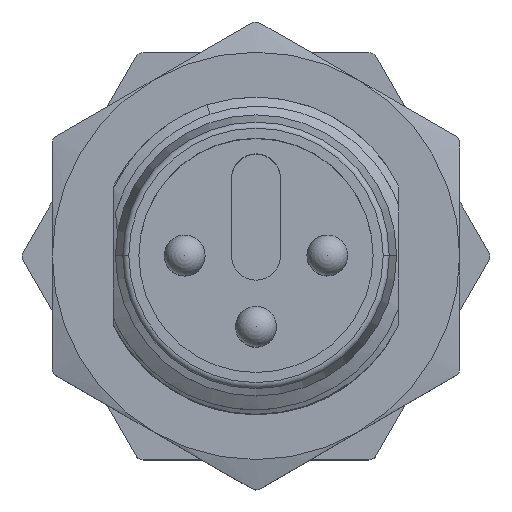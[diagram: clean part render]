
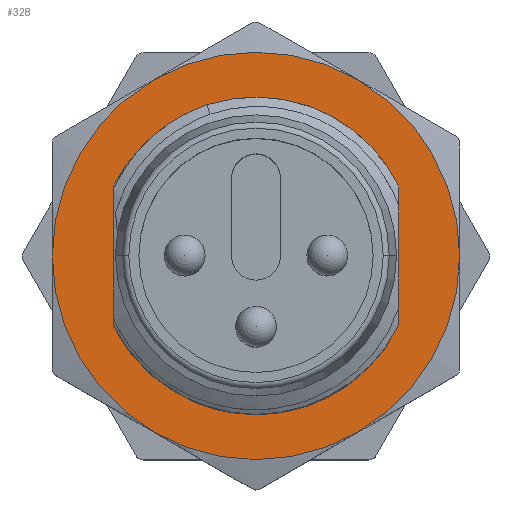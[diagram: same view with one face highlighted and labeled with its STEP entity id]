
A CAD part, top view. The second image highlights one B-rep face of the part: STEP entity #328.
In plain terms, the highlighted planar face has unit normal (0, 0, 1).
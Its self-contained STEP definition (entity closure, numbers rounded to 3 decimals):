
#72=PLANE('',#2279);
#117=FACE_BOUND('',#646,.T.);
#118=FACE_BOUND('',#647,.T.);
#163=ELLIPSE('',#2271,3.895,3.895);
#171=B_SPLINE_CURVE_WITH_KNOTS('',3,(#3072,#3073,#3074,#3075,#3076,#3077,
#3078,#3079,#3080,#3081),.UNSPECIFIED.,.F.,.F.,(4,3,3,4),(0.,0.371,
0.721,1.),.UNSPECIFIED.);
#172=B_SPLINE_CURVE_WITH_KNOTS('',3,(#3085,#3086,#3087,#3088,#3089,#3090,
#3091,#3092,#3093,#3094),.UNSPECIFIED.,.F.,.F.,(4,3,3,4),(0.,0.377,
0.771,1.),.UNSPECIFIED.);
#173=B_SPLINE_CURVE_WITH_KNOTS('',3,(#3098,#3099,#3100,#3101,#3102,#3103,
#3104,#3105,#3106,#3107),.UNSPECIFIED.,.F.,.F.,(4,3,3,4),(0.,0.083,
0.606,1.),.UNSPECIFIED.);
#174=B_SPLINE_CURVE_WITH_KNOTS('',3,(#3109,#3110,#3111,#3112),
 .UNSPECIFIED.,.F.,.F.,(4,4),(0.,1.),.UNSPECIFIED.);
#175=B_SPLINE_CURVE_WITH_KNOTS('',3,(#3116,#3117,#3118,#3119),
 .UNSPECIFIED.,.F.,.F.,(4,4),(0.,1.),.UNSPECIFIED.);
#176=B_SPLINE_CURVE_WITH_KNOTS('',3,(#3121,#3122,#3123,#3124,#3125,#3126,
#3127),.UNSPECIFIED.,.F.,.F.,(4,3,4),(0.,0.502,1.),
 .UNSPECIFIED.);
#328=ADVANCED_FACE('',(#117,#118),#72,.F.);
#646=EDGE_LOOP('',(#909,#910,#911,#912,#913,#914,#915,#916,#917,#918));
#647=EDGE_LOOP('',(#919,#920,#921,#922,#923,#924));
#814=CIRCLE('',#2272,3.35);
#815=CIRCLE('',#2273,5.);
#816=CIRCLE('',#2274,5.);
#817=CIRCLE('',#2275,5.);
#818=CIRCLE('',#2276,5.);
#819=CIRCLE('',#2277,5.);
#820=CIRCLE('',#2278,5.);
#909=ORIENTED_EDGE('',*,*,#1783,.F.);
#910=ORIENTED_EDGE('',*,*,#1784,.F.);
#911=ORIENTED_EDGE('',*,*,#1785,.T.);
#912=ORIENTED_EDGE('',*,*,#1786,.T.);
#913=ORIENTED_EDGE('',*,*,#1787,.F.);
#914=ORIENTED_EDGE('',*,*,#1788,.T.);
#915=ORIENTED_EDGE('',*,*,#1789,.T.);
#916=ORIENTED_EDGE('',*,*,#1790,.T.);
#917=ORIENTED_EDGE('',*,*,#1791,.F.);
#918=ORIENTED_EDGE('',*,*,#1792,.F.);
#919=ORIENTED_EDGE('',*,*,#1793,.F.);
#920=ORIENTED_EDGE('',*,*,#1794,.F.);
#921=ORIENTED_EDGE('',*,*,#1795,.F.);
#922=ORIENTED_EDGE('',*,*,#1796,.F.);
#923=ORIENTED_EDGE('',*,*,#1797,.F.);
#924=ORIENTED_EDGE('',*,*,#1798,.F.);
#1564=VERTEX_POINT('',#3070);
#1565=VERTEX_POINT('',#3071);
#1566=VERTEX_POINT('',#3082);
#1567=VERTEX_POINT('',#3084);
#1568=VERTEX_POINT('',#3095);
#1569=VERTEX_POINT('',#3097);
#1570=VERTEX_POINT('',#3108);
#1571=VERTEX_POINT('',#3113);
#1572=VERTEX_POINT('',#3115);
#1573=VERTEX_POINT('',#3120);
#1574=VERTEX_POINT('',#3129);
#1575=VERTEX_POINT('',#3130);
#1576=VERTEX_POINT('',#3132);
#1577=VERTEX_POINT('',#3134);
#1578=VERTEX_POINT('',#3136);
#1579=VERTEX_POINT('',#3138);
#1783=EDGE_CURVE('',#1564,#1565,#2092,.T.);
#1784=EDGE_CURVE('',#1566,#1564,#171,.T.);
#1785=EDGE_CURVE('',#1566,#1567,#163,.T.);
#1786=EDGE_CURVE('',#1567,#1568,#172,.T.);
#1787=EDGE_CURVE('',#1569,#1568,#2093,.T.);
#1788=EDGE_CURVE('',#1569,#1570,#173,.T.);
#1789=EDGE_CURVE('',#1570,#1571,#174,.T.);
#1790=EDGE_CURVE('',#1571,#1572,#814,.T.);
#1791=EDGE_CURVE('',#1573,#1572,#175,.T.);
#1792=EDGE_CURVE('',#1565,#1573,#176,.T.);
#1793=EDGE_CURVE('',#1574,#1575,#815,.T.);
#1794=EDGE_CURVE('',#1576,#1574,#816,.T.);
#1795=EDGE_CURVE('',#1577,#1576,#817,.T.);
#1796=EDGE_CURVE('',#1578,#1577,#818,.T.);
#1797=EDGE_CURVE('',#1579,#1578,#819,.T.);
#1798=EDGE_CURVE('',#1575,#1579,#820,.T.);
#2092=LINE('',#3069,#2176);
#2093=LINE('',#3096,#2177);
#2176=VECTOR('',#2504,1.);
#2177=VECTOR('',#2507,1.);
#2271=AXIS2_PLACEMENT_3D('',#3083,#2505,#2506);
#2272=AXIS2_PLACEMENT_3D('',#3114,#2508,#2509);
#2273=AXIS2_PLACEMENT_3D('',#3128,#2510,#2511);
#2274=AXIS2_PLACEMENT_3D('',#3131,#2512,#2513);
#2275=AXIS2_PLACEMENT_3D('',#3133,#2514,#2515);
#2276=AXIS2_PLACEMENT_3D('',#3135,#2516,#2517);
#2277=AXIS2_PLACEMENT_3D('',#3137,#2518,#2519);
#2278=AXIS2_PLACEMENT_3D('',#3139,#2520,#2521);
#2279=AXIS2_PLACEMENT_3D('',#3140,#2522,#2523);
#2504=DIRECTION('',(0.,1.,0.));
#2505=DIRECTION('',(0.,0.,-1.));
#2506=DIRECTION('',(0.242,-0.97,0.));
#2507=DIRECTION('',(0.,-1.,0.));
#2508=DIRECTION('',(0.,0.,-1.));
#2509=DIRECTION('',(-1.,0.,0.));
#2510=DIRECTION('',(0.,0.,-1.));
#2511=DIRECTION('',(-0.5,-0.866,0.));
#2512=DIRECTION('',(0.,0.,-1.));
#2513=DIRECTION('',(0.5,-0.866,0.));
#2514=DIRECTION('',(0.,0.,-1.));
#2515=DIRECTION('',(1.,0.,0.));
#2516=DIRECTION('',(0.,0.,-1.));
#2517=DIRECTION('',(0.5,0.866,0.));
#2518=DIRECTION('',(0.,0.,-1.));
#2519=DIRECTION('',(-0.5,0.866,0.));
#2520=DIRECTION('',(0.,0.,-1.));
#2521=DIRECTION('',(-1.,0.,0.));
#2522=DIRECTION('',(0.,0.,-1.));
#2523=DIRECTION('',(0.,1.,0.));
#3069=CARTESIAN_POINT('',(3.5,0.,0.771));
#3070=CARTESIAN_POINT('',(3.5,-0.981,0.772));
#3071=CARTESIAN_POINT('',(3.5,0.427,0.771));
#3072=CARTESIAN_POINT('',(1.357,-3.651,0.771));
#3073=CARTESIAN_POINT('',(1.755,-3.47,0.771));
#3074=CARTESIAN_POINT('',(2.127,-3.216,0.771));
#3075=CARTESIAN_POINT('',(2.441,-2.912,0.771));
#3076=CARTESIAN_POINT('',(2.738,-2.625,0.771));
#3077=CARTESIAN_POINT('',(2.99,-2.284,0.771));
#3078=CARTESIAN_POINT('',(3.176,-1.915,0.771));
#3079=CARTESIAN_POINT('',(3.325,-1.621,0.771));
#3080=CARTESIAN_POINT('',(3.435,-1.304,0.771));
#3081=CARTESIAN_POINT('',(3.5,-0.981,0.771));
#3082=CARTESIAN_POINT('',(1.341,-3.657,0.771));
#3083=CARTESIAN_POINT('',(0.,0.,0.771));
#3084=CARTESIAN_POINT('',(-1.487,-3.6,0.772));
#3085=CARTESIAN_POINT('',(-1.514,-3.589,0.771));
#3086=CARTESIAN_POINT('',(-1.886,-3.399,0.771));
#3087=CARTESIAN_POINT('',(-2.231,-3.146,0.771));
#3088=CARTESIAN_POINT('',(-2.523,-2.848,0.771));
#3089=CARTESIAN_POINT('',(-2.829,-2.536,0.771));
#3090=CARTESIAN_POINT('',(-3.083,-2.164,0.771));
#3091=CARTESIAN_POINT('',(-3.262,-1.765,0.771));
#3092=CARTESIAN_POINT('',(-3.365,-1.533,0.771));
#3093=CARTESIAN_POINT('',(-3.446,-1.29,0.771));
#3094=CARTESIAN_POINT('',(-3.5,-1.042,0.771));
#3095=CARTESIAN_POINT('',(-3.5,-1.042,0.772));
#3096=CARTESIAN_POINT('',(-3.5,0.,0.771));
#3097=CARTESIAN_POINT('',(-3.5,0.487,0.772));
#3098=CARTESIAN_POINT('',(-3.5,0.486,0.771));
#3099=CARTESIAN_POINT('',(-3.486,0.548,0.771));
#3100=CARTESIAN_POINT('',(-3.471,0.61,0.771));
#3101=CARTESIAN_POINT('',(-3.454,0.672,0.771));
#3102=CARTESIAN_POINT('',(-3.348,1.056,0.771));
#3103=CARTESIAN_POINT('',(-3.173,1.428,0.771));
#3104=CARTESIAN_POINT('',(-2.942,1.752,0.771));
#3105=CARTESIAN_POINT('',(-2.767,1.998,0.771));
#3106=CARTESIAN_POINT('',(-2.557,2.223,0.771));
#3107=CARTESIAN_POINT('',(-2.323,2.414,0.771));
#3108=CARTESIAN_POINT('',(-2.321,2.416,0.772));
#3109=CARTESIAN_POINT('',(-2.323,2.414,0.771));
#3110=CARTESIAN_POINT('',(-2.31,2.424,0.771));
#3111=CARTESIAN_POINT('',(-2.297,2.434,0.771));
#3112=CARTESIAN_POINT('',(-2.284,2.445,0.771));
#3113=CARTESIAN_POINT('',(-2.286,2.446,0.77));
#3114=CARTESIAN_POINT('',(0.,0.,0.771));
#3115=CARTESIAN_POINT('',(2.393,2.341,0.772));
#3116=CARTESIAN_POINT('',(2.427,2.308,0.771));
#3117=CARTESIAN_POINT('',(2.416,2.319,0.772));
#3118=CARTESIAN_POINT('',(2.406,2.331,0.773));
#3119=CARTESIAN_POINT('',(2.395,2.342,0.773));
#3120=CARTESIAN_POINT('',(2.429,2.307,0.771));
#3121=CARTESIAN_POINT('',(3.5,0.426,0.771));
#3122=CARTESIAN_POINT('',(3.427,0.786,0.771));
#3123=CARTESIAN_POINT('',(3.297,1.138,0.771));
#3124=CARTESIAN_POINT('',(3.116,1.457,0.771));
#3125=CARTESIAN_POINT('',(2.936,1.773,0.771));
#3126=CARTESIAN_POINT('',(2.701,2.063,0.771));
#3127=CARTESIAN_POINT('',(2.43,2.306,0.771));
#3128=CARTESIAN_POINT('',(0.,0.,0.771));
#3129=CARTESIAN_POINT('',(-2.498,-4.331,0.771));
#3130=CARTESIAN_POINT('',(-5.,-0.002,0.771));
#3131=CARTESIAN_POINT('',(0.,0.,0.771));
#3132=CARTESIAN_POINT('',(2.502,-4.329,0.771));
#3133=CARTESIAN_POINT('',(0.,0.,0.771));
#3134=CARTESIAN_POINT('',(5.,0.002,0.771));
#3135=CARTESIAN_POINT('',(0.,0.,0.771));
#3136=CARTESIAN_POINT('',(2.498,4.331,0.771));
#3137=CARTESIAN_POINT('',(0.,0.,0.771));
#3138=CARTESIAN_POINT('',(-2.502,4.329,0.771));
#3139=CARTESIAN_POINT('',(0.,0.,0.771));
#3140=CARTESIAN_POINT('',(0.,0.,0.771));
